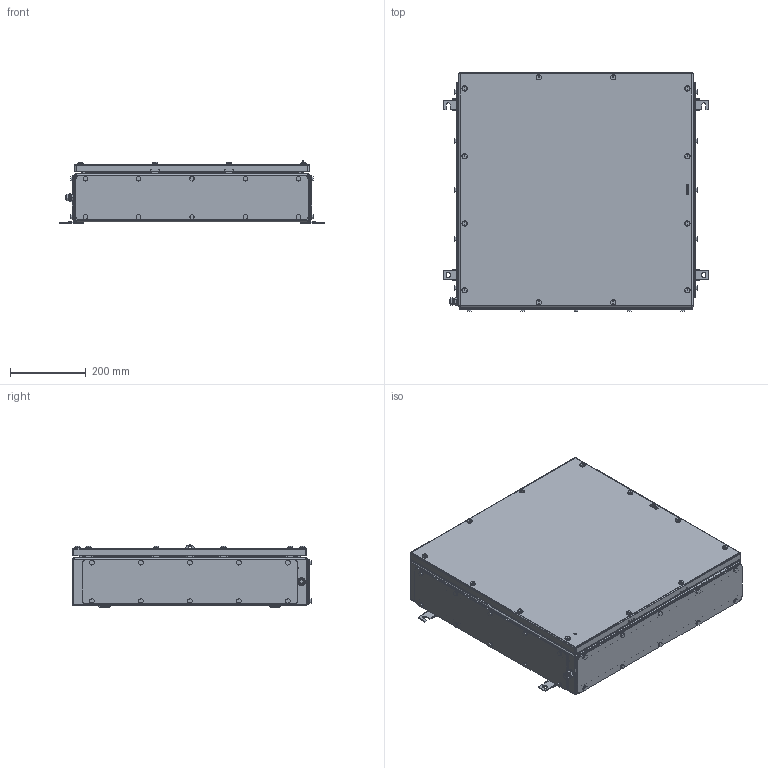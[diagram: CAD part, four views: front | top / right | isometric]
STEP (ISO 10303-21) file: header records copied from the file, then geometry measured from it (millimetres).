
FILE_DESCRIPTION(('CATIA V5 STEP Exchange','CAx-IF Rec.Pracs.--- Model Styling and Organization---1.5--- 2016-08-15','CAx-IF Rec.Pracs.---Supplemental Geometry---1.0---2011-11-01','CAx-IF Rec.Pracs.--- Composite Materials ---1.1---2010-07-15'),'2;1');
FILE_NAME ('1523475-3_1', '2024-07-30T09:23:46+00:00', ('none'), ('Weidmueller'), 'CATIA Version 5-6 Release 2022 SP4 HF5', 'CATIA V5 STEP AP214 v3', 'none');
FILE_SCHEMA(('AUTOMOTIVE_DESIGN { 1 0 10303 214 1 1 1 1 }'));
Products named in the file (1): 8000108863 KTB MH 626215 S4E3
Bounding box: 701 x 631 x 165 mm (x, y, z)
Volume: 2715186.2 mm3; surface area: 2997167.9 mm2
Topology: 108 solids, 108 shells, 3025 faces, 7468 edges, 4814 vertices
Faces by surface type: plane 1538, cylinder 1223, cone 220, bspline 20, torus 16, sphere 8
Entity records: 96704 total; most frequent: CARTESIAN_POINT 27998, ORIENTED_EDGE 14728, DIRECTION 10404, EDGE_CURVE 7364, VERTEX_POINT 4814, VECTOR 4592, LINE 4592, AXIS2_PLACEMENT_3D 3860
